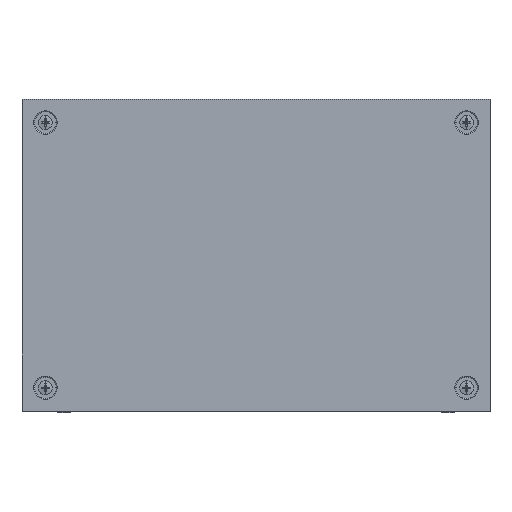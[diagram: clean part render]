
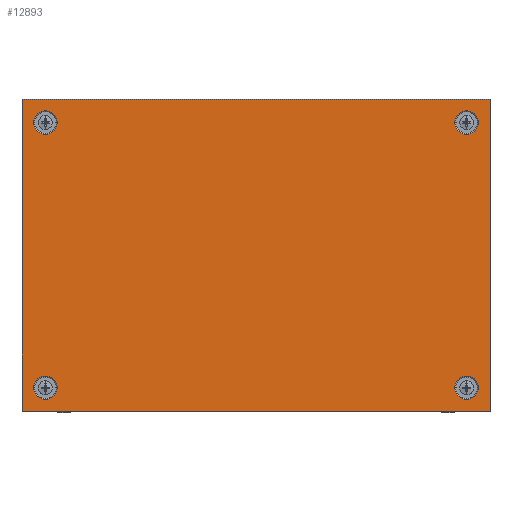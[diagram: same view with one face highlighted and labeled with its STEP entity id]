
A CAD part, top view. The second image highlights one B-rep face of the part: STEP entity #12893.
In plain terms, the highlighted planar face has unit normal (0, 0, 1).
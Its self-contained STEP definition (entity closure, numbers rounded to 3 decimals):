
#70 = EDGE_CURVE ( 'NONE', #9245, #1491, #17756, .T. ) ;
#125 = AXIS2_PLACEMENT_3D ( 'NONE', #16257, #2695, #21743 ) ;
#218 = FACE_BOUND ( 'NONE', #16166, .T. ) ;
#331 = DIRECTION ( 'NONE',  ( 1., 0., 0. ) ) ;
#382 = EDGE_CURVE ( 'NONE', #17922, #16381, #944, .T. ) ;
#441 = ORIENTED_EDGE ( 'NONE', *, *, #1108, .T. ) ;
#453 = CARTESIAN_POINT ( 'NONE',  ( 285., 185., 0. ) ) ;
#484 = EDGE_CURVE ( 'NONE', #13522, #6250, #2427, .T. ) ;
#540 = FACE_BOUND ( 'NONE', #13601, .T. ) ;
#628 = CARTESIAN_POINT ( 'NONE',  ( 0., 200., 0. ) ) ;
#706 = CIRCLE ( 'NONE', #13301, 7.5 ) ;
#886 = CARTESIAN_POINT ( 'NONE',  ( 300., 0., 0. ) ) ;
#922 = DIRECTION ( 'NONE',  ( 1., 0., 0. ) ) ;
#944 = CIRCLE ( 'NONE', #13875, 7.5 ) ;
#1108 = EDGE_CURVE ( 'NONE', #6250, #9245, #7923, .T. ) ;
#1491 = VERTEX_POINT ( 'NONE', #628 ) ;
#1500 = CARTESIAN_POINT ( 'NONE',  ( 300., 200., 0. ) ) ;
#1704 = EDGE_CURVE ( 'NONE', #10024, #13316, #15804, .T. ) ;
#1819 = DIRECTION ( 'NONE',  ( 0., 0., 1. ) ) ;
#1849 = DIRECTION ( 'NONE',  ( 1., 0., 0. ) ) ;
#2061 = CARTESIAN_POINT ( 'NONE',  ( 0., 0., 0. ) ) ;
#2326 = CARTESIAN_POINT ( 'NONE',  ( 0., 200., 0. ) ) ;
#2404 = ORIENTED_EDGE ( 'NONE', *, *, #4363, .F. ) ;
#2427 = LINE ( 'NONE', #7772, #4207 ) ;
#2523 = CARTESIAN_POINT ( 'NONE',  ( 292.5, 185., 0. ) ) ;
#2617 = AXIS2_PLACEMENT_3D ( 'NONE', #5749, #4042, #10919 ) ;
#2695 = DIRECTION ( 'NONE',  ( 0., 0., 1. ) ) ;
#3058 = EDGE_CURVE ( 'NONE', #16381, #17922, #14808, .T. ) ;
#3102 = VECTOR ( 'NONE', #20150, 1000. ) ;
#3179 = ORIENTED_EDGE ( 'NONE', *, *, #3653, .F. ) ;
#3622 = ORIENTED_EDGE ( 'NONE', *, *, #382, .F. ) ;
#3653 = EDGE_CURVE ( 'NONE', #22261, #17136, #22037, .T. ) ;
#3903 = CARTESIAN_POINT ( 'NONE',  ( 15., 15., 0. ) ) ;
#3960 = DIRECTION ( 'NONE',  ( 1., 0., 0. ) ) ;
#4007 = EDGE_CURVE ( 'NONE', #9775, #12541, #13416, .T. ) ;
#4042 = DIRECTION ( 'NONE',  ( 0., 0., -1. ) ) ;
#4201 = CARTESIAN_POINT ( 'NONE',  ( 292.5, 15., 0. ) ) ;
#4207 = VECTOR ( 'NONE', #12884, 1000. ) ;
#4363 = EDGE_CURVE ( 'NONE', #12541, #9775, #14847, .T. ) ;
#4882 = ORIENTED_EDGE ( 'NONE', *, *, #7151, .F. ) ;
#5661 = DIRECTION ( 'NONE',  ( 0., 0., 1. ) ) ;
#5749 = CARTESIAN_POINT ( 'NONE',  ( 0., 0., 0. ) ) ;
#6250 = VERTEX_POINT ( 'NONE', #11538 ) ;
#6950 = DIRECTION ( 'NONE',  ( 0., 0., 1. ) ) ;
#7114 = DIRECTION ( 'NONE',  ( 0., 0., 1. ) ) ;
#7151 = EDGE_CURVE ( 'NONE', #17136, #22261, #706, .T. ) ;
#7475 = PLANE ( 'NONE',  #2617 ) ;
#7772 = CARTESIAN_POINT ( 'NONE',  ( 0., 0., 0. ) ) ;
#7907 = CARTESIAN_POINT ( 'NONE',  ( 15., 185., 0. ) ) ;
#7923 = LINE ( 'NONE', #886, #21996 ) ;
#8636 = ORIENTED_EDGE ( 'NONE', *, *, #484, .T. ) ;
#8749 = DIRECTION ( 'NONE',  ( 0., 0., 1. ) ) ;
#9245 = VERTEX_POINT ( 'NONE', #1500 ) ;
#9557 = DIRECTION ( 'NONE',  ( 0., 0., 1. ) ) ;
#9668 = CARTESIAN_POINT ( 'NONE',  ( 7.5, 185., 0. ) ) ;
#9775 = VERTEX_POINT ( 'NONE', #2523 ) ;
#9795 = DIRECTION ( 'NONE',  ( 0., 1., 0. ) ) ;
#9946 = EDGE_CURVE ( 'NONE', #1491, #13522, #14290, .T. ) ;
#10024 = VERTEX_POINT ( 'NONE', #4201 ) ;
#10177 = AXIS2_PLACEMENT_3D ( 'NONE', #3903, #8749, #1849 ) ;
#10312 = CARTESIAN_POINT ( 'NONE',  ( 22.5, 15., 0. ) ) ;
#10471 = FACE_BOUND ( 'NONE', #10921, .T. ) ;
#10521 = DIRECTION ( 'NONE',  ( 1., 0., 0. ) ) ;
#10919 = DIRECTION ( 'NONE',  ( -1., 0., 0. ) ) ;
#10921 = EDGE_LOOP ( 'NONE', ( #15114, #18507 ) ) ;
#11112 = CARTESIAN_POINT ( 'NONE',  ( 15., 15., 0. ) ) ;
#11538 = CARTESIAN_POINT ( 'NONE',  ( 300., 0., 0. ) ) ;
#12165 = DIRECTION ( 'NONE',  ( 1., 0., 0. ) ) ;
#12293 = AXIS2_PLACEMENT_3D ( 'NONE', #17220, #1819, #922 ) ;
#12329 = EDGE_CURVE ( 'NONE', #13316, #10024, #12662, .T. ) ;
#12539 = DIRECTION ( 'NONE',  ( 0., 0., 1. ) ) ;
#12541 = VERTEX_POINT ( 'NONE', #18151 ) ;
#12662 = CIRCLE ( 'NONE', #12293, 7.5 ) ;
#12723 = ORIENTED_EDGE ( 'NONE', *, *, #4007, .F. ) ;
#12884 = DIRECTION ( 'NONE',  ( 1., 0., 0. ) ) ;
#12893 = ADVANCED_FACE ( 'NONE', ( #10471, #218, #540, #19117, #13929 ), #7475, .F. ) ;
#13030 = ORIENTED_EDGE ( 'NONE', *, *, #70, .T. ) ;
#13301 = AXIS2_PLACEMENT_3D ( 'NONE', #7907, #9557, #21721 ) ;
#13316 = VERTEX_POINT ( 'NONE', #18643 ) ;
#13416 = CIRCLE ( 'NONE', #20990, 7.5 ) ;
#13522 = VERTEX_POINT ( 'NONE', #2061 ) ;
#13601 = EDGE_LOOP ( 'NONE', ( #4882, #3179 ) ) ;
#13875 = AXIS2_PLACEMENT_3D ( 'NONE', #11112, #7114, #12165 ) ;
#13929 = FACE_OUTER_BOUND ( 'NONE', #17367, .T. ) ;
#14031 = CARTESIAN_POINT ( 'NONE',  ( 7.5, 15., 0. ) ) ;
#14290 = LINE ( 'NONE', #20775, #20861 ) ;
#14649 = CARTESIAN_POINT ( 'NONE',  ( 22.5, 185., 0. ) ) ;
#14808 = CIRCLE ( 'NONE', #10177, 7.5 ) ;
#14847 = CIRCLE ( 'NONE', #125, 7.5 ) ;
#15114 = ORIENTED_EDGE ( 'NONE', *, *, #1704, .F. ) ;
#15804 = CIRCLE ( 'NONE', #21638, 7.5 ) ;
#16166 = EDGE_LOOP ( 'NONE', ( #12723, #2404 ) ) ;
#16257 = CARTESIAN_POINT ( 'NONE',  ( 285., 185., 0. ) ) ;
#16381 = VERTEX_POINT ( 'NONE', #14031 ) ;
#17136 = VERTEX_POINT ( 'NONE', #14649 ) ;
#17220 = CARTESIAN_POINT ( 'NONE',  ( 285., 15., 0. ) ) ;
#17367 = EDGE_LOOP ( 'NONE', ( #441, #13030, #17785, #8636 ) ) ;
#17677 = AXIS2_PLACEMENT_3D ( 'NONE', #17912, #5661, #331 ) ;
#17756 = LINE ( 'NONE', #2326, #3102 ) ;
#17785 = ORIENTED_EDGE ( 'NONE', *, *, #9946, .T. ) ;
#17912 = CARTESIAN_POINT ( 'NONE',  ( 15., 185., 0. ) ) ;
#17922 = VERTEX_POINT ( 'NONE', #10312 ) ;
#18151 = CARTESIAN_POINT ( 'NONE',  ( 277.5, 185., 0. ) ) ;
#18507 = ORIENTED_EDGE ( 'NONE', *, *, #12329, .F. ) ;
#18643 = CARTESIAN_POINT ( 'NONE',  ( 277.5, 15., 0. ) ) ;
#19065 = CARTESIAN_POINT ( 'NONE',  ( 285., 15., 0. ) ) ;
#19117 = FACE_BOUND ( 'NONE', #19513, .T. ) ;
#19281 = DIRECTION ( 'NONE',  ( 0., -1., 0. ) ) ;
#19513 = EDGE_LOOP ( 'NONE', ( #3622, #19769 ) ) ;
#19769 = ORIENTED_EDGE ( 'NONE', *, *, #3058, .F. ) ;
#20150 = DIRECTION ( 'NONE',  ( -1., 0., 0. ) ) ;
#20775 = CARTESIAN_POINT ( 'NONE',  ( 0., 0., 0. ) ) ;
#20861 = VECTOR ( 'NONE', #19281, 1000. ) ;
#20990 = AXIS2_PLACEMENT_3D ( 'NONE', #453, #12539, #3960 ) ;
#21638 = AXIS2_PLACEMENT_3D ( 'NONE', #19065, #6950, #10521 ) ;
#21721 = DIRECTION ( 'NONE',  ( 1., 0., 0. ) ) ;
#21743 = DIRECTION ( 'NONE',  ( 1., 0., 0. ) ) ;
#21996 = VECTOR ( 'NONE', #9795, 1000. ) ;
#22037 = CIRCLE ( 'NONE', #17677, 7.5 ) ;
#22261 = VERTEX_POINT ( 'NONE', #9668 ) ;
